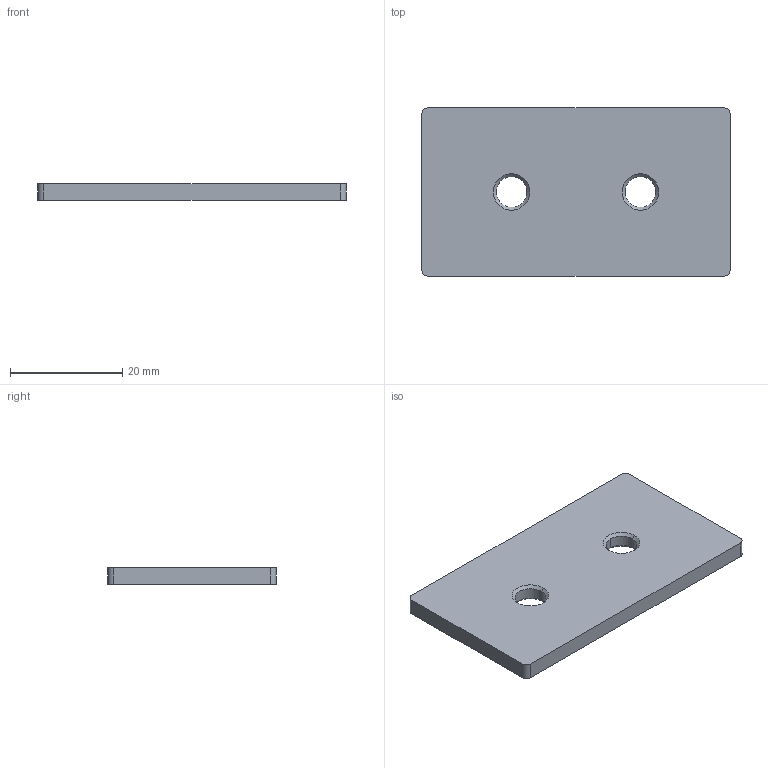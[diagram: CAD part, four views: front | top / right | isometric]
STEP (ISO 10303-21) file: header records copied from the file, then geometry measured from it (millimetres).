
FILE_DESCRIPTION(('STEP AP203'),'2;1');
FILE_NAME('27.200.01.stp','2011-02-14T10:26:32',(''),(''),'2009.3.110','THINKDESIGN','');
FILE_SCHEMA(('CONFIG_CONTROL_DESIGN'));
Length unit declared in the file: millimetre
Bounding box: 55 x 30 x 3 mm (x, y, z)
Volume: 4795.6 mm3; surface area: 3792.8 mm2
Topology: 1 solids, 1 shells, 22 faces, 56 edges, 36 vertices
Faces by surface type: bspline 8, cylinder 8, plane 6
Entity records: 881 total; most frequent: CARTESIAN_POINT 250, DIRECTION 112, ORIENTED_EDGE 112, EDGE_CURVE 56, AXIS2_PLACEMENT_3D 42, VERTEX_POINT 36, CIRCLE 28, VECTOR 28
